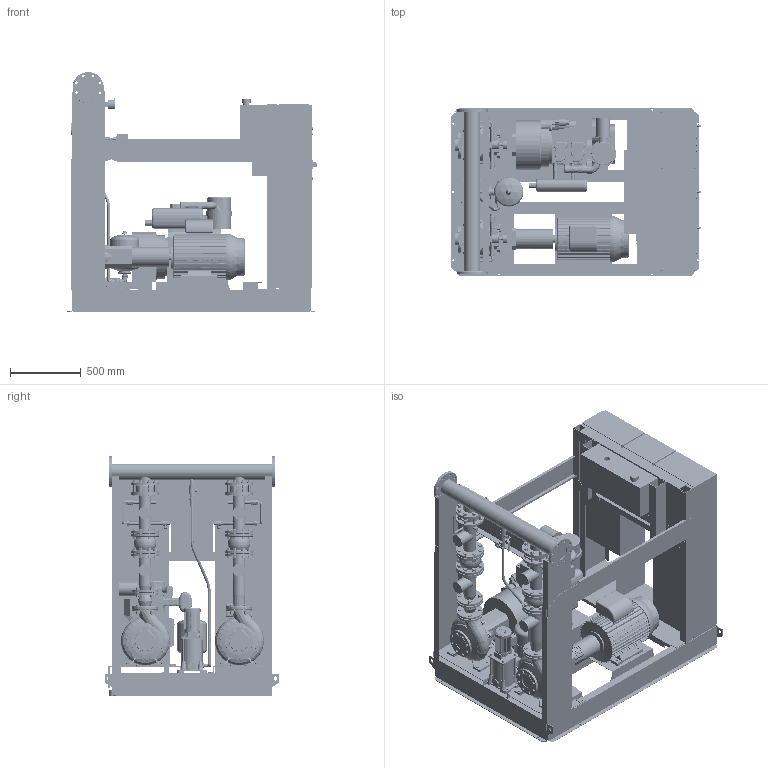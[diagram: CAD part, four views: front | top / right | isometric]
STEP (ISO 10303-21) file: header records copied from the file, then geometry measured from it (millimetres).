
FILE_DESCRIPTION((''),'2;1');
FILE_NAME('3d_Sifire-EN-65_200-185-18.5_17.7_0.55EDJ-4184025.stp','2015-05-26T08:10:22',(''),(''),'Mechanical Desktop 2009','Mechanical Desktop 2009',', , ');
FILE_SCHEMA(('CONFIG_CONTROL_DESIGN'));
Length unit declared in the file: millimetre
Products named in the file (1): Product
Bounding box: 1754.5 x 1230 x 1690 mm (x, y, z)
Volume: 537286989.1 mm3; surface area: 36056354 mm2
Topology: 317 solids, 317 shells, 7415 faces, 17770 edges, 11187 vertices
Faces by surface type: bspline 2688, plane 2431, cylinder 1268, cone 856, torus 142, sphere 30
Entity records: 238629 total; most frequent: CARTESIAN_POINT 78567, ORIENTED_EDGE 35476, DIRECTION 29973, EDGE_CURVE 17738, VERTEX_POINT 11183, AXIS2_PLACEMENT_3D 10404, VECTOR 9165, LINE 9165
